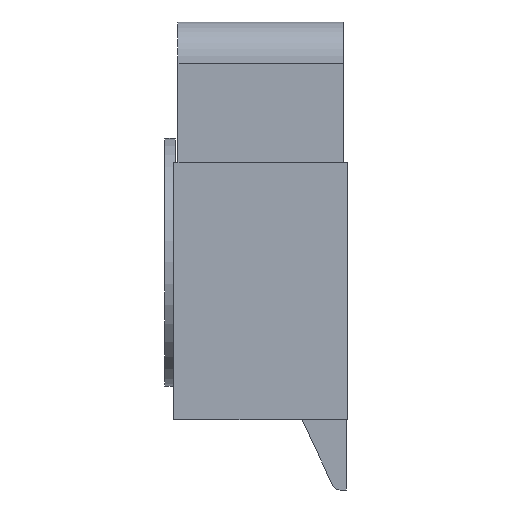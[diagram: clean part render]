
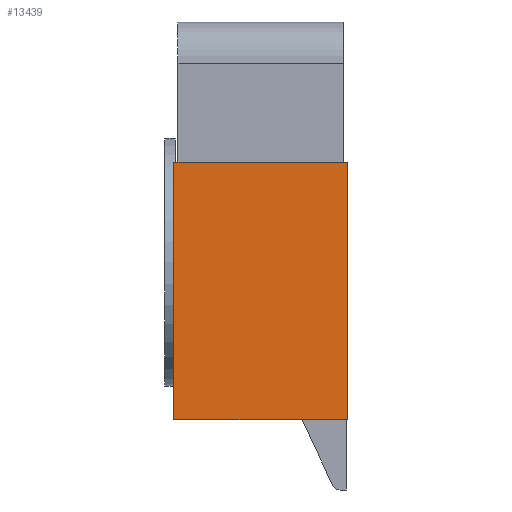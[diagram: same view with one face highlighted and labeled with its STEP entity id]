
A CAD part, left-side view. The second image highlights one B-rep face of the part: STEP entity #13439.
In plain terms, the highlighted planar face has unit normal (-1, 0, 0).
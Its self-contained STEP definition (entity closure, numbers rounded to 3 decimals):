
#706=ORIENTED_EDGE('',*,*,#4054,.T.);
#707=ORIENTED_EDGE('',*,*,#4048,.F.);
#708=ORIENTED_EDGE('',*,*,#4044,.F.);
#709=ORIENTED_EDGE('',*,*,#4055,.F.);
#710=ORIENTED_EDGE('',*,*,#4056,.F.);
#711=ORIENTED_EDGE('',*,*,#4051,.T.);
#4044=EDGE_CURVE('',#5687,#5678,#6904,.T.);
#4048=EDGE_CURVE('',#5678,#5689,#6908,.T.);
#4051=EDGE_CURVE('',#5692,#5691,#6911,.T.);
#4054=EDGE_CURVE('',#5691,#5689,#6914,.T.);
#4055=EDGE_CURVE('',#5694,#5687,#6915,.T.);
#4056=EDGE_CURVE('',#5692,#5694,#6916,.T.);
#5678=VERTEX_POINT('',#18445);
#5687=VERTEX_POINT('',#18478);
#5689=VERTEX_POINT('',#18487);
#5691=VERTEX_POINT('',#18492);
#5692=VERTEX_POINT('',#18494);
#5694=VERTEX_POINT('',#18501);
#6904=LINE('',#18479,#8528);
#6908=LINE('',#18486,#8532);
#6911=LINE('',#18493,#8535);
#6914=LINE('',#18499,#8538);
#6915=LINE('',#18500,#8539);
#6916=LINE('',#18502,#8540);
#8528=VECTOR('',#15238,1000.);
#8532=VECTOR('',#15246,1000.);
#8535=VECTOR('',#15251,1000.);
#8538=VECTOR('',#15256,1000.);
#8539=VECTOR('',#15257,1000.);
#8540=VECTOR('',#15258,1000.);
#9827=EDGE_LOOP('',(#706,#707,#708,#709,#710,#711));
#10411=FACE_BOUND('',#9827,.T.);
#10993=PLANE('',#14041);
#13439=ADVANCED_FACE('',(#10411),#10993,.F.);
#14041=AXIS2_PLACEMENT_3D('',#18498,#15254,#15255);
#15238=DIRECTION('',(0.,-1.,0.));
#15246=DIRECTION('',(0.,-1.,0.));
#15251=DIRECTION('',(0.,-1.,0.));
#15254=DIRECTION('',(1.,0.,0.));
#15255=DIRECTION('',(0.,0.,-1.));
#15256=DIRECTION('',(0.,0.,1.));
#15257=DIRECTION('',(0.,-1.,0.));
#15258=DIRECTION('',(0.,0.,1.));
#18445=CARTESIAN_POINT('',(-5.825,0.,-1.7));
#18478=CARTESIAN_POINT('',(-5.825,2.,-1.7));
#18479=CARTESIAN_POINT('',(-5.825,2.05,-1.7));
#18486=CARTESIAN_POINT('',(-5.825,2.05,-1.7));
#18487=CARTESIAN_POINT('',(-5.825,-0.05,-1.7));
#18492=CARTESIAN_POINT('',(-5.825,-0.05,-4.82));
#18493=CARTESIAN_POINT('',(-5.825,2.05,-4.82));
#18494=CARTESIAN_POINT('',(-5.825,2.05,-4.82));
#18498=CARTESIAN_POINT('',(-5.825,2.05,-4.82));
#18499=CARTESIAN_POINT('',(-5.825,-0.05,-4.82));
#18500=CARTESIAN_POINT('',(-5.825,2.05,-1.7));
#18501=CARTESIAN_POINT('',(-5.825,2.05,-1.7));
#18502=CARTESIAN_POINT('',(-5.825,2.05,-4.82));
